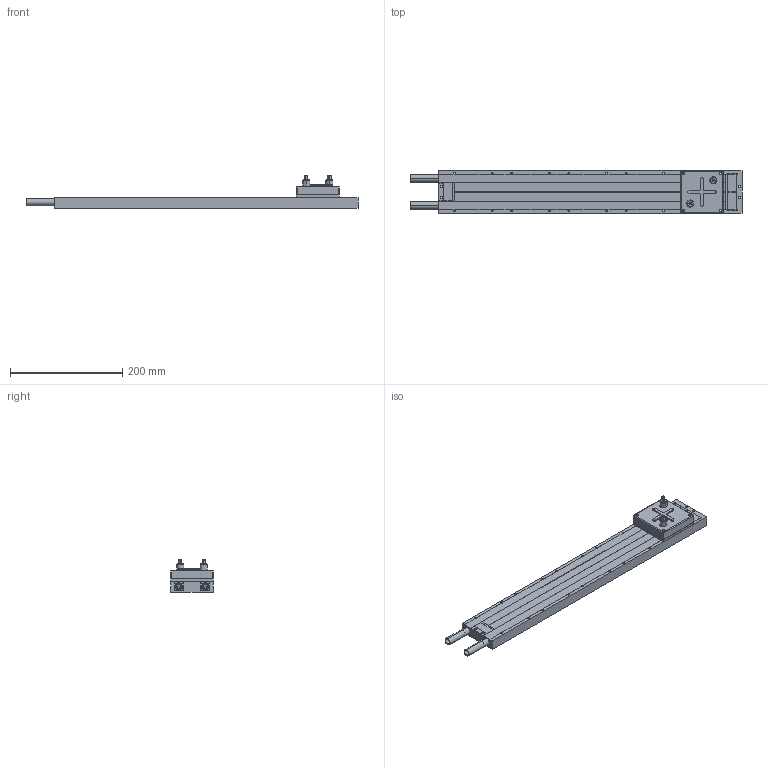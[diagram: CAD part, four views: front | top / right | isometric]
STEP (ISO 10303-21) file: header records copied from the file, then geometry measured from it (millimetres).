
FILE_DESCRIPTION (( 'STEP AP203' ), '1' );
FILE_NAME ('HT-TAP2000-5.STEP', '2017-09-26T14:36:34', ( '' ), ( '' ), 'SwSTEP 2.0', 'SolidWorks 2013', '' );
FILE_SCHEMA (( 'CONFIG_CONTROL_DESIGN' ));
Length unit declared in the file: inch
Products named in the file (11): ST-CON-19.025-5; BP-TAP2000-5; TAP2000 RESISTOR; ST-INOUT-20.125-5; LARGER GAP FILL; HT-TAP2000-5; RT-.5OD-2.0; SMALLER GAP FILL; HT-SIDEBYSIDE-CONNECTOR; HT-IN-OUT-ADAPTER-.4OD
Assembly tree (15 placements, depth 2):
  HT-TAP2000-5
    BP-TAP2000-5
    ST-CON-19.025-5  x2
    ST-INOUT-20.125-5
    HT-SIDEBYSIDE-CONNECTOR  x3
    HT-IN-OUT-ADAPTER-.4OD  x2
    RT-.5OD-2.0  x2
    ST-INOUT-20.125-5
    TAP2000 RESISTOR
    LARGER GAP FILL
    SMALLER GAP FILL
Bounding box: 590.55 x 76.2 x 58.5 mm (x, y, z)
Volume: 715934.6 mm3; surface area: 387261.8 mm2
Topology: 16 solids, 16 shells, 415 faces, 1107 edges, 715 vertices
Faces by surface type: plane 233, cylinder 165, torus 13, sphere 4
Entity records: 12190 total; most frequent: CARTESIAN_POINT 2112, DIRECTION 1905, ORIENTED_EDGE 1794, EDGE_CURVE 897, AXIS2_PLACEMENT_3D 676, VERTEX_POINT 583, VECTOR 553, LINE 553
